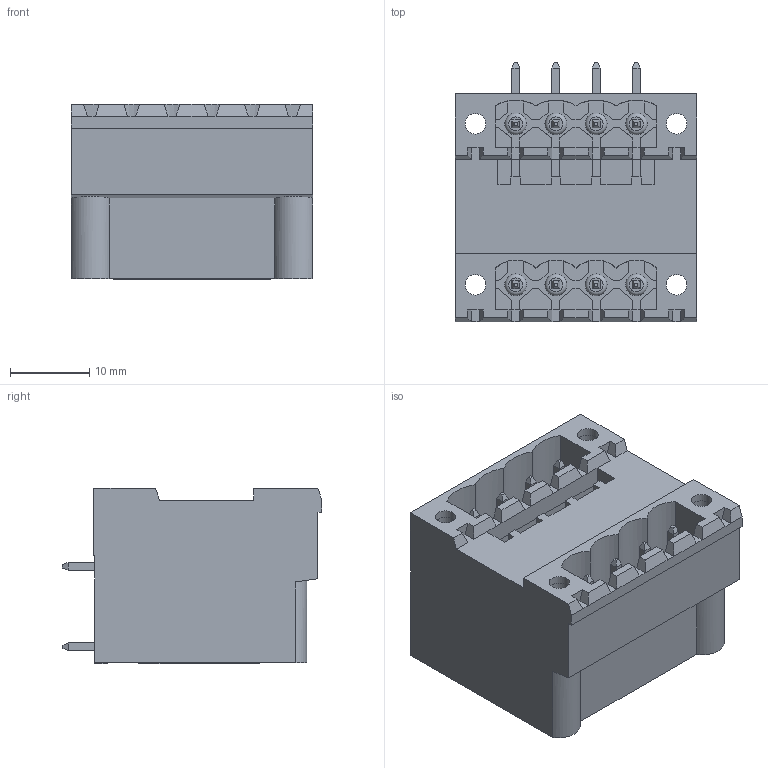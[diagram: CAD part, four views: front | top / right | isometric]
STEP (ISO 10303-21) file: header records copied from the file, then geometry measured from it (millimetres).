
FILE_DESCRIPTION( ( 'Unknown' ), '1' );
FILE_NAME( '691332510008.stp', 'Unknown', ( 'Unknown' ), ( 'Unknown' ), 'PSStep 15.0.49', 'Unknown', ' ' );
FILE_SCHEMA( ( 'AUTOMOTIVE_DESIGN { 1 0 10303 214 1 1 1 1 }' ) );
Length unit declared in the file: millimetre
Products named in the file (6): Assem1; 6913325100xx_PIN; 6913325100xx_PIN LONGUE; 6913325100xx_INSERT; 691333500008; 691333500008_CAPOT
Assembly tree (14 placements, depth 2):
  Assem1
    6913325100xx_PIN  x4
    6913325100xx_PIN LONGUE  x4
    6913325100xx_INSERT  x4
    691333500008
    691333500008_CAPOT
Bounding box: 30.48 x 32.8 x 22.1 mm (x, y, z)
Volume: 7286.3 mm3; surface area: 13892.5 mm2
Topology: 14 solids, 14 shells, 736 faces, 1966 edges, 1278 vertices
Faces by surface type: plane 668, cylinder 52, torus 16
Full cylindrical faces by diameter (mm): 1.7 x6, 2.6 x8, 2.75 x8
Entity records: 23892 total; most frequent: CARTESIAN_POINT 3582, ORIENTED_EDGE 3256, DIRECTION 2960, EDGE_CURVE 1628, LINE 1504, VECTOR 1504, VERTEX_POINT 1086, AXIS2_PLACEMENT_3D 728
